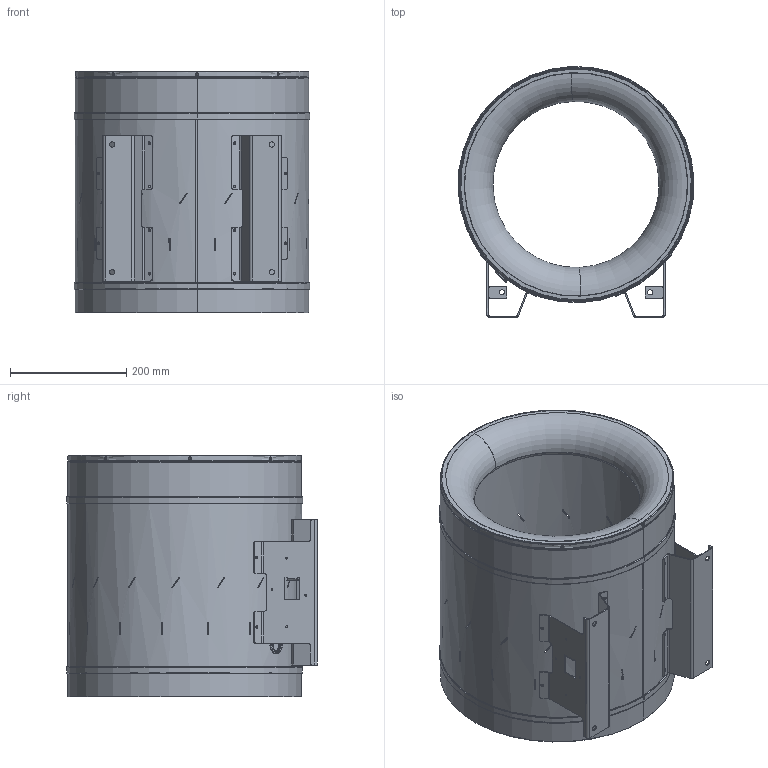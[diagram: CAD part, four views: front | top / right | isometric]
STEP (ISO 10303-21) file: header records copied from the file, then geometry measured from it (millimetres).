
FILE_DESCRIPTION (( 'STEP AP203' ), '1' );
FILE_NAME ('159310_00_EL400D4O01_step.step', '2023-08-08T04:59:32', ( '' ), ( '' ), 'SwSTEP 2.0', 'SolidWorks 2021', '' );
FILE_SCHEMA (( 'CONFIG_CONTROL_DESIGN' ));
Length unit declared in the file: millimetre
Products named in the file (1): 159310_00_EL400D4O01_step
Bounding box: 406.2 x 431.6 x 416.5 mm (x, y, z)
Surface area: 1409265.9 mm2 (no closed solid volume)
Topology: 0 solids, 12 shells, 453 faces, 1378 edges, 884 vertices
Faces by surface type: cylinder 172, plane 126, bspline 125, torus 30
Entity records: 21079 total; most frequent: CARTESIAN_POINT 9814, ORIENTED_EDGE 2403, DIRECTION 1844, EDGE_CURVE 1378, VERTEX_POINT 884, AXIS2_PLACEMENT_3D 698, EDGE_LOOP 617, B_SPLINE_CURVE_WITH_KNOTS 561
